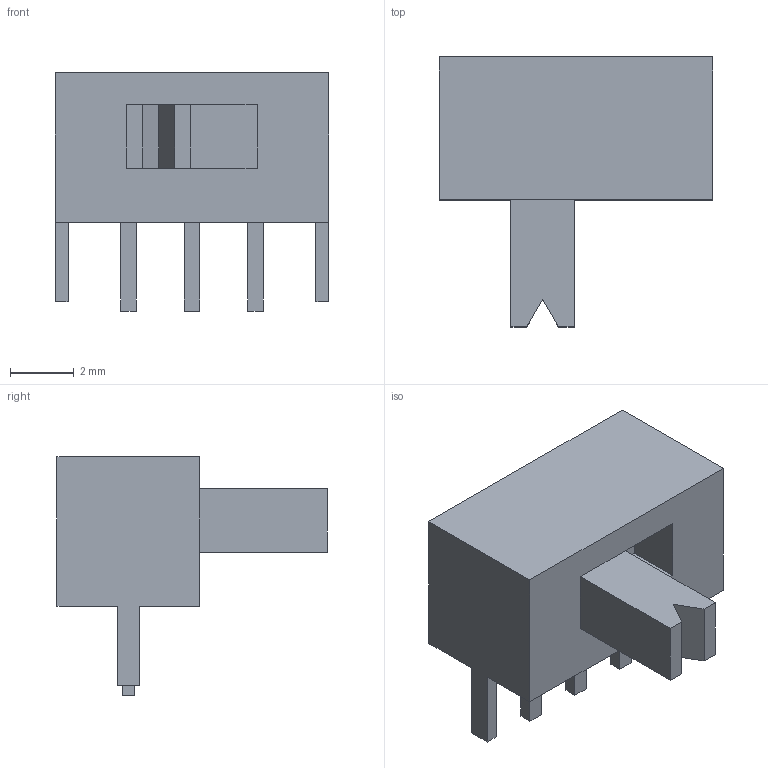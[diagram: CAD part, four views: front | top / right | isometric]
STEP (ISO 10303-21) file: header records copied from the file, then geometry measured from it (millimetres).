
FILE_DESCRIPTION (( 'STEP AP214' ), '1' );
FILE_NAME ('User Library-User Library-sk-12d07(1).STEP', '2020-03-14T10:20:47', ( '' ), ( '' ), 'SwSTEP 2.0', 'SolidWorks 2019', '' );
FILE_SCHEMA (( 'AUTOMOTIVE_DESIGN' ));
Length unit declared in the file: millimetre
Products named in the file (1): User Library-User Library-sk-12d07(1)
Bounding box: 8.6 x 8.5 x 7.5 mm (x, y, z)
Volume: 193 mm3; surface area: 273.7 mm2
Topology: 1 solids, 1 shells, 41 faces, 103 edges, 68 vertices
Faces by surface type: plane 41
Entity records: 1235 total; most frequent: CARTESIAN_POINT 213, ORIENTED_EDGE 206, DIRECTION 187, LINE 103, EDGE_CURVE 103, VECTOR 103, VERTEX_POINT 68, EDGE_LOOP 45
